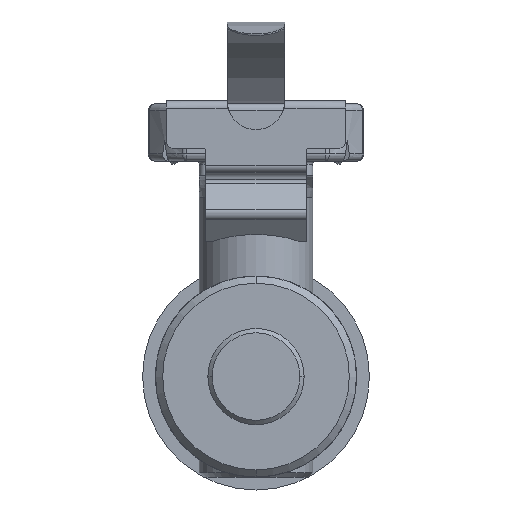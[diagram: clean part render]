
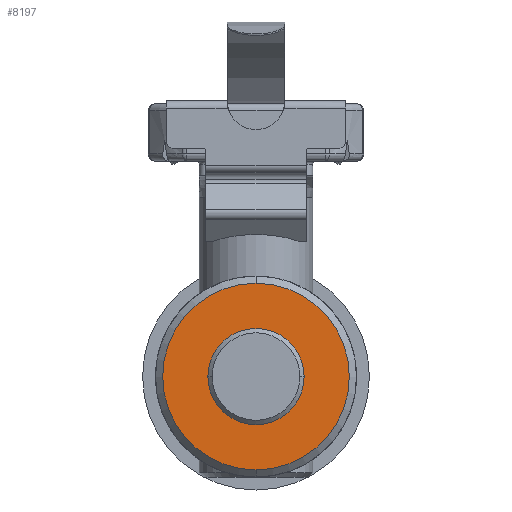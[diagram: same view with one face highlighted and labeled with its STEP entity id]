
A CAD part, front view. The second image highlights one B-rep face of the part: STEP entity #8197.
In plain terms, the highlighted planar face has unit normal (0, -1, 0).
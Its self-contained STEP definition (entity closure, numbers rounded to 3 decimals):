
#85 = AXIS2_PLACEMENT_3D ( 'NONE', #962, #1634, #4895 ) ;
#897 = VERTEX_POINT ( 'NONE', #8100 ) ;
#962 = CARTESIAN_POINT ( 'NONE',  ( 0., -6.5, 0. ) ) ;
#1265 = DIRECTION ( 'NONE',  ( 0., 0., 1. ) ) ;
#1277 = ORIENTED_EDGE ( 'NONE', *, *, #8241, .F. ) ;
#1428 = CARTESIAN_POINT ( 'NONE',  ( 0., -6.5, -3.35 ) ) ;
#1634 = DIRECTION ( 'NONE',  ( 0., 1., 0. ) ) ;
#2074 = ORIENTED_EDGE ( 'NONE', *, *, #7816, .F. ) ;
#2213 = CARTESIAN_POINT ( 'NONE',  ( 0., -6.5, 0. ) ) ;
#2235 = DIRECTION ( 'NONE',  ( 0., 0., 1. ) ) ;
#2260 = EDGE_LOOP ( 'NONE', ( #2074, #6790 ) ) ;
#2277 = CIRCLE ( 'NONE', #5270, 3.35 ) ;
#2561 = FACE_BOUND ( 'NONE', #2260, .T. ) ;
#2582 = AXIS2_PLACEMENT_3D ( 'NONE', #8778, #2769, #2235 ) ;
#2769 = DIRECTION ( 'NONE',  ( 0., 1., 0. ) ) ;
#4440 = CARTESIAN_POINT ( 'NONE',  ( 0., -6.5, 3.35 ) ) ;
#4526 = CARTESIAN_POINT ( 'NONE',  ( 0., -6.5, 0. ) ) ;
#4651 = VERTEX_POINT ( 'NONE', #1428 ) ;
#4891 = EDGE_CURVE ( 'NONE', #6385, #4651, #2277, .T. ) ;
#4895 = DIRECTION ( 'NONE',  ( 0., 0., 1. ) ) ;
#4942 = DIRECTION ( 'NONE',  ( 0., -1., 0. ) ) ;
#5059 = DIRECTION ( 'NONE',  ( 0., 0., -1. ) ) ;
#5155 = ORIENTED_EDGE ( 'NONE', *, *, #7683, .F. ) ;
#5270 = AXIS2_PLACEMENT_3D ( 'NONE', #4526, #7235, #5059 ) ;
#5282 = CIRCLE ( 'NONE', #2582, 6.5 ) ;
#5411 = DIRECTION ( 'NONE',  ( 0., 1., 0. ) ) ;
#6119 = VERTEX_POINT ( 'NONE', #7685 ) ;
#6300 = DIRECTION ( 'NONE',  ( 0., 0., -1. ) ) ;
#6385 = VERTEX_POINT ( 'NONE', #4440 ) ;
#6408 = AXIS2_PLACEMENT_3D ( 'NONE', #7965, #5411, #1265 ) ;
#6697 = FACE_OUTER_BOUND ( 'NONE', #8200, .T. ) ;
#6790 = ORIENTED_EDGE ( 'NONE', *, *, #4891, .F. ) ;
#7235 = DIRECTION ( 'NONE',  ( 0., -1., 0. ) ) ;
#7260 = CIRCLE ( 'NONE', #7696, 3.35 ) ;
#7273 = PLANE ( 'NONE',  #6408 ) ;
#7683 = EDGE_CURVE ( 'NONE', #6119, #897, #8614, .T. ) ;
#7685 = CARTESIAN_POINT ( 'NONE',  ( 0., -6.5, -6.5 ) ) ;
#7696 = AXIS2_PLACEMENT_3D ( 'NONE', #2213, #4942, #6300 ) ;
#7816 = EDGE_CURVE ( 'NONE', #4651, #6385, #7260, .T. ) ;
#7965 = CARTESIAN_POINT ( 'NONE',  ( -3.35, -6.5, 0. ) ) ;
#8100 = CARTESIAN_POINT ( 'NONE',  ( 0., -6.5, 6.5 ) ) ;
#8197 = ADVANCED_FACE ( 'NONE', ( #6697, #2561 ), #7273, .F. ) ;
#8200 = EDGE_LOOP ( 'NONE', ( #1277, #5155 ) ) ;
#8241 = EDGE_CURVE ( 'NONE', #897, #6119, #5282, .T. ) ;
#8614 = CIRCLE ( 'NONE', #85, 6.5 ) ;
#8778 = CARTESIAN_POINT ( 'NONE',  ( 0., -6.5, 0. ) ) ;
